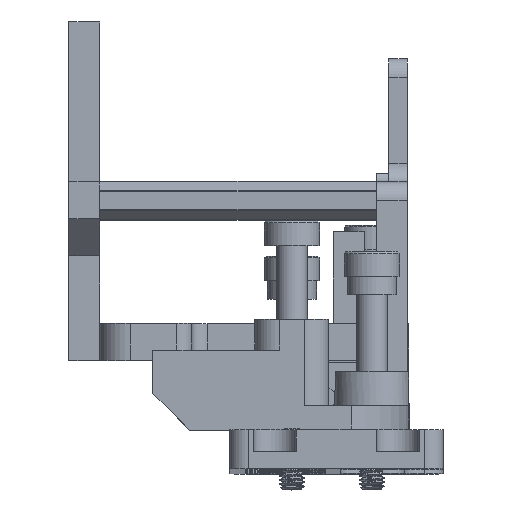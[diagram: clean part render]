
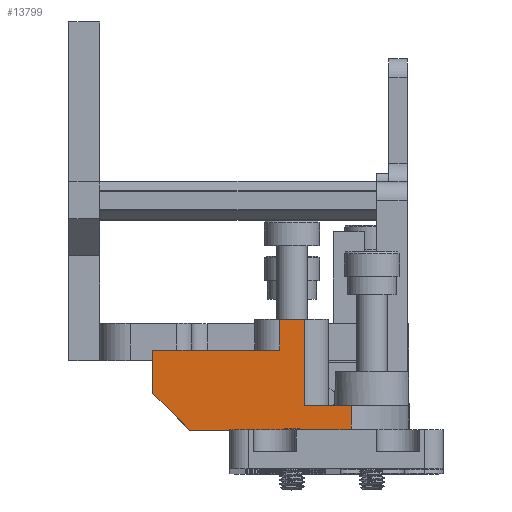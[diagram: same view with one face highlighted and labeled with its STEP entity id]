
A CAD part, top view. The second image highlights one B-rep face of the part: STEP entity #13799.
In plain terms, the highlighted planar face has unit normal (0, 0, 1).
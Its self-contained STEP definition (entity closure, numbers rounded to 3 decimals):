
#1837=FACE_OUTER_BOUND('',#2679,.T.);
#2679=EDGE_LOOP('',(#11540,#11541,#11542,#11543,#11544,#11545,#11546,#11547,
#11548));
#4007=LINE('',#22228,#5313);
#4008=LINE('',#22231,#5314);
#4009=LINE('',#22233,#5315);
#4010=LINE('',#22235,#5316);
#4011=LINE('',#22237,#5317);
#4012=LINE('',#22239,#5318);
#4013=LINE('',#22241,#5319);
#4014=LINE('',#22243,#5320);
#4015=LINE('',#22244,#5321);
#5313=VECTOR('',#18172,10.);
#5314=VECTOR('',#18175,10.);
#5315=VECTOR('',#18176,10.);
#5316=VECTOR('',#18177,10.);
#5317=VECTOR('',#18178,10.);
#5318=VECTOR('',#18179,10.);
#5319=VECTOR('',#18180,10.);
#5320=VECTOR('',#18181,10.);
#5321=VECTOR('',#18182,10.);
#6526=VERTEX_POINT('',#22221);
#6529=VERTEX_POINT('',#22226);
#6530=VERTEX_POINT('',#22230);
#6531=VERTEX_POINT('',#22232);
#6532=VERTEX_POINT('',#22234);
#6533=VERTEX_POINT('',#22236);
#6534=VERTEX_POINT('',#22238);
#6535=VERTEX_POINT('',#22240);
#6536=VERTEX_POINT('',#22242);
#8270=EDGE_CURVE('',#6529,#6526,#4007,.T.);
#8271=EDGE_CURVE('',#6530,#6529,#4008,.T.);
#8272=EDGE_CURVE('',#6531,#6530,#4009,.T.);
#8273=EDGE_CURVE('',#6532,#6531,#4010,.T.);
#8274=EDGE_CURVE('',#6533,#6532,#4011,.T.);
#8275=EDGE_CURVE('',#6534,#6533,#4012,.T.);
#8276=EDGE_CURVE('',#6535,#6534,#4013,.T.);
#8277=EDGE_CURVE('',#6536,#6535,#4014,.T.);
#8278=EDGE_CURVE('',#6526,#6536,#4015,.T.);
#11540=ORIENTED_EDGE('',*,*,#8270,.F.);
#11541=ORIENTED_EDGE('',*,*,#8271,.F.);
#11542=ORIENTED_EDGE('',*,*,#8272,.F.);
#11543=ORIENTED_EDGE('',*,*,#8273,.F.);
#11544=ORIENTED_EDGE('',*,*,#8274,.F.);
#11545=ORIENTED_EDGE('',*,*,#8275,.F.);
#11546=ORIENTED_EDGE('',*,*,#8276,.F.);
#11547=ORIENTED_EDGE('',*,*,#8277,.F.);
#11548=ORIENTED_EDGE('',*,*,#8278,.F.);
#13217=PLANE('',#15047);
#13799=ADVANCED_FACE('',(#1837),#13217,.F.);
#15047=AXIS2_PLACEMENT_3D('',#22229,#18173,#18174);
#18172=DIRECTION('',(0.,1.,0.));
#18173=DIRECTION('center_axis',(0.,0.,
-1.));
#18174=DIRECTION('ref_axis',(1.,0.,0.));
#18175=DIRECTION('',(1.,0.,0.));
#18176=DIRECTION('',(0.,1.,0.));
#18177=DIRECTION('',(-0.707,0.707,0.));
#18178=DIRECTION('',(-1.,0.,0.));
#18179=DIRECTION('',(0.,-1.,0.));
#18180=DIRECTION('',(1.,0.,0.));
#18181=DIRECTION('',(0.,-1.,0.));
#18182=DIRECTION('',(1.,0.,0.));
#22221=CARTESIAN_POINT('',(-211.739,517.35,-44.));
#22226=CARTESIAN_POINT('',(-211.739,512.35,-44.));
#22228=CARTESIAN_POINT('',(-211.739,499.35,-44.));
#22229=CARTESIAN_POINT('Origin',(-232.499,517.35,-44.));
#22230=CARTESIAN_POINT('',(-232.344,512.35,-44.));
#22231=CARTESIAN_POINT('',(-228.751,512.35,-44.));
#22232=CARTESIAN_POINT('',(-232.344,505.35,-44.));
#22233=CARTESIAN_POINT('',(-232.344,508.35,-44.));
#22234=CARTESIAN_POINT('',(-226.344,499.35,-44.));
#22235=CARTESIAN_POINT('',(-233.882,506.889,-44.));
#22236=CARTESIAN_POINT('',(-200.067,499.35,-44.));
#22237=CARTESIAN_POINT('',(-220.042,499.35,-44.));
#22238=CARTESIAN_POINT('',(-200.067,503.35,-44.));
#22239=CARTESIAN_POINT('',(-200.067,503.35,-44.));
#22240=CARTESIAN_POINT('',(-207.741,503.35,-44.));
#22241=CARTESIAN_POINT('',(-215.274,503.35,-44.));
#22242=CARTESIAN_POINT('',(-207.741,517.35,-44.));
#22243=CARTESIAN_POINT('',(-207.741,499.35,-44.));
#22244=CARTESIAN_POINT('',(-221.119,517.35,-44.));
